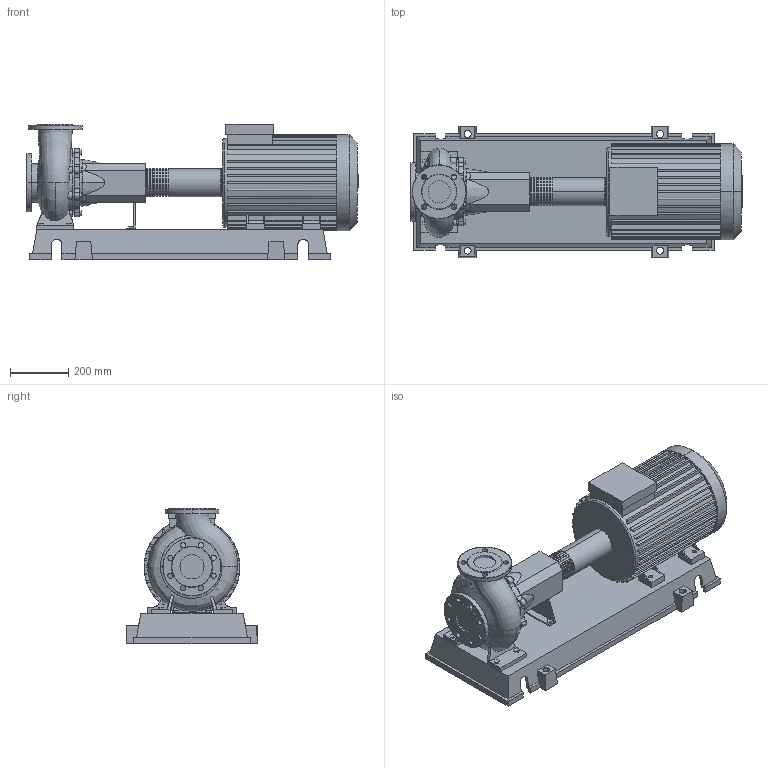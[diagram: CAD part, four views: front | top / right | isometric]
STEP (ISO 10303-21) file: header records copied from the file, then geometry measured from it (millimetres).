
FILE_DESCRIPTION((''),'2;1');
FILE_NAME('3d_NL65_160-15-2-12-4109165.stp','2015-03-03T07:19:41',(''),(''),'Mechanical Desktop 2009','Mechanical Desktop 2009',', , ');
FILE_SCHEMA(('CONFIG_CONTROL_DESIGN'));
Length unit declared in the file: millimetre
Products named in the file (1): Product
Bounding box: 1138 x 450 x 463 mm (x, y, z)
Volume: 59254435.4 mm3; surface area: 3139976.4 mm2
Topology: 11 solids, 11 shells, 840 faces, 2229 edges, 1467 vertices
Faces by surface type: plane 433, cylinder 215, bspline 172, cone 10, torus 10
Entity records: 31093 total; most frequent: CARTESIAN_POINT 10123, ORIENTED_EDGE 4460, DIRECTION 4179, EDGE_CURVE 2230, VERTEX_POINT 1464, AXIS2_PLACEMENT_3D 1394, VECTOR 1391, LINE 1391
